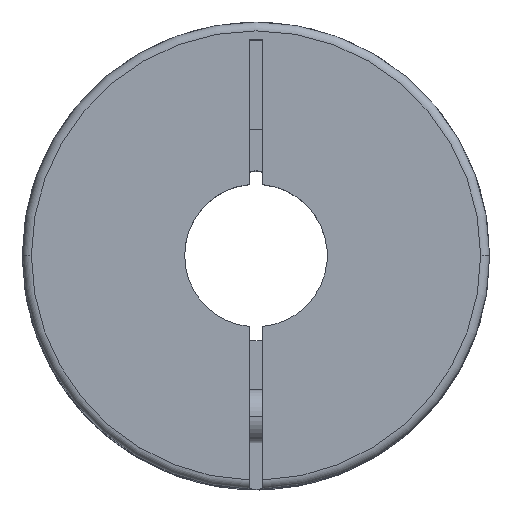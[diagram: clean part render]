
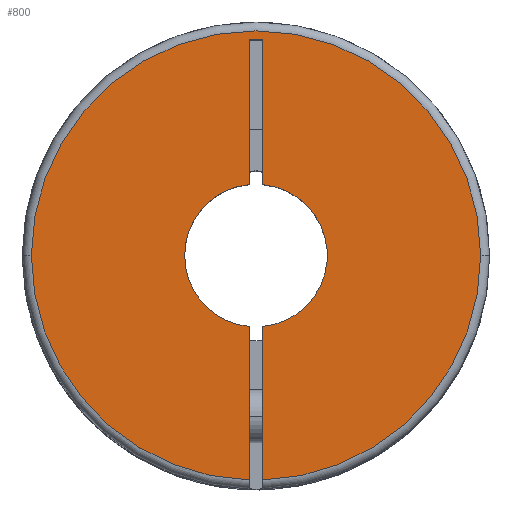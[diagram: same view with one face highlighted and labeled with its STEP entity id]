
A CAD part, top view. The second image highlights one B-rep face of the part: STEP entity #800.
In plain terms, the highlighted planar face has unit normal (0, 0, 1).
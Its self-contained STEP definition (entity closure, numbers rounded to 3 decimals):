
#23 = CARTESIAN_POINT ( 'NONE',  ( 0.375, -3.982, 0. ) ) ;
#50 = EDGE_CURVE ( 'NONE', #3037, #337, #2545, .T. ) ;
#57 = CARTESIAN_POINT ( 'NONE',  ( 0.375, 12.1, 0. ) ) ;
#98 = CARTESIAN_POINT ( 'NONE',  ( -12.6, 0., 0. ) ) ;
#139 = EDGE_CURVE ( 'NONE', #2476, #2873, #491, .T. ) ;
#213 = DIRECTION ( 'NONE',  ( 0., 1., 0. ) ) ;
#233 = VECTOR ( 'NONE', #964, 1000. ) ;
#264 = DIRECTION ( 'NONE',  ( -1., 0., 0. ) ) ;
#337 = VERTEX_POINT ( 'NONE', #1129 ) ;
#438 = CARTESIAN_POINT ( 'NONE',  ( -0.375, -3.982, 0. ) ) ;
#449 = ORIENTED_EDGE ( 'NONE', *, *, #1937, .F. ) ;
#491 = LINE ( 'NONE', #3144, #3781 ) ;
#620 = LINE ( 'NONE', #1925, #1080 ) ;
#723 = CARTESIAN_POINT ( 'NONE',  ( -0.375, -12.594, 0. ) ) ;
#728 = EDGE_CURVE ( 'NONE', #2622, #2405, #620, .T. ) ;
#800 = ADVANCED_FACE ( 'NONE', ( #1025 ), #2220, .F. ) ;
#947 = CARTESIAN_POINT ( 'NONE',  ( 0.375, -13.1, 0. ) ) ;
#948 = EDGE_CURVE ( 'NONE', #2622, #3364, #2390, .T. ) ;
#949 = CARTESIAN_POINT ( 'NONE',  ( 0., 0., 0. ) ) ;
#964 = DIRECTION ( 'NONE',  ( 0., 1., 0. ) ) ;
#975 = VERTEX_POINT ( 'NONE', #23 ) ;
#998 = EDGE_CURVE ( 'NONE', #2402, #3037, #2959, .T. ) ;
#1008 = AXIS2_PLACEMENT_3D ( 'NONE', #2548, #3811, #1805 ) ;
#1011 = DIRECTION ( 'NONE',  ( 0., 0., -1. ) ) ;
#1025 = FACE_OUTER_BOUND ( 'NONE', #2453, .T. ) ;
#1080 = VECTOR ( 'NONE', #3316, 1000. ) ;
#1129 = CARTESIAN_POINT ( 'NONE',  ( 0.375, -12.594, 0. ) ) ;
#1179 = DIRECTION ( 'NONE',  ( 0., -1., 0. ) ) ;
#1305 = CARTESIAN_POINT ( 'NONE',  ( 0., 0., 0. ) ) ;
#1325 = AXIS2_PLACEMENT_3D ( 'NONE', #949, #2652, #3915 ) ;
#1457 = CARTESIAN_POINT ( 'NONE',  ( -4., 0., 0. ) ) ;
#1526 = AXIS2_PLACEMENT_3D ( 'NONE', #1557, #1897, #264 ) ;
#1557 = CARTESIAN_POINT ( 'NONE',  ( 0., 0., 0. ) ) ;
#1588 = ORIENTED_EDGE ( 'NONE', *, *, #998, .F. ) ;
#1655 = DIRECTION ( 'NONE',  ( -1., 0., 0. ) ) ;
#1671 = EDGE_CURVE ( 'NONE', #2405, #2402, #4233, .T. ) ;
#1803 = CARTESIAN_POINT ( 'NONE',  ( 0., 0., 0. ) ) ;
#1805 = DIRECTION ( 'NONE',  ( -1., 0., 0. ) ) ;
#1874 = CARTESIAN_POINT ( 'NONE',  ( 0.375, 12.1, 0. ) ) ;
#1888 = VERTEX_POINT ( 'NONE', #2629 ) ;
#1897 = DIRECTION ( 'NONE',  ( 0., 0., -1. ) ) ;
#1925 = CARTESIAN_POINT ( 'NONE',  ( -0.375, 12.1, 0. ) ) ;
#1937 = EDGE_CURVE ( 'NONE', #337, #975, #4201, .T. ) ;
#1945 = CIRCLE ( 'NONE', #1526, 4. ) ;
#1988 = LINE ( 'NONE', #947, #233 ) ;
#2013 = VERTEX_POINT ( 'NONE', #1874 ) ;
#2044 = ORIENTED_EDGE ( 'NONE', *, *, #3651, .T. ) ;
#2045 = AXIS2_PLACEMENT_3D ( 'NONE', #1803, #3856, #2840 ) ;
#2085 = ORIENTED_EDGE ( 'NONE', *, *, #50, .F. ) ;
#2089 = VECTOR ( 'NONE', #3104, 1000. ) ;
#2091 = ORIENTED_EDGE ( 'NONE', *, *, #1671, .F. ) ;
#2095 = AXIS2_PLACEMENT_3D ( 'NONE', #1305, #2265, #2332 ) ;
#2213 = CARTESIAN_POINT ( 'NONE',  ( -0.375, 12.1, 0. ) ) ;
#2220 = PLANE ( 'NONE',  #2045 ) ;
#2265 = DIRECTION ( 'NONE',  ( 0., 0., -1. ) ) ;
#2332 = DIRECTION ( 'NONE',  ( -1., 0., 0. ) ) ;
#2390 = CIRCLE ( 'NONE', #3504, 4. ) ;
#2402 = VERTEX_POINT ( 'NONE', #98 ) ;
#2405 = VERTEX_POINT ( 'NONE', #723 ) ;
#2453 = EDGE_LOOP ( 'NONE', ( #2091, #2624, #3335, #2044, #3949, #3730, #3743, #2980, #449, #2085, #1588 ) ) ;
#2476 = VERTEX_POINT ( 'NONE', #2213 ) ;
#2505 = CARTESIAN_POINT ( 'NONE',  ( -0.375, 3.982, 0. ) ) ;
#2545 = CIRCLE ( 'NONE', #1008, 12.6 ) ;
#2548 = CARTESIAN_POINT ( 'NONE',  ( 0., 0., 0. ) ) ;
#2622 = VERTEX_POINT ( 'NONE', #438 ) ;
#2624 = ORIENTED_EDGE ( 'NONE', *, *, #728, .F. ) ;
#2629 = CARTESIAN_POINT ( 'NONE',  ( 0.375, 3.982, 0. ) ) ;
#2652 = DIRECTION ( 'NONE',  ( 0., 0., -1. ) ) ;
#2796 = CARTESIAN_POINT ( 'NONE',  ( 0., 0., 0. ) ) ;
#2840 = DIRECTION ( 'NONE',  ( 0., -1., 0. ) ) ;
#2873 = VERTEX_POINT ( 'NONE', #2505 ) ;
#2959 = CIRCLE ( 'NONE', #3711, 12.6 ) ;
#2980 = ORIENTED_EDGE ( 'NONE', *, *, #3060, .T. ) ;
#3037 = VERTEX_POINT ( 'NONE', #3563 ) ;
#3060 = EDGE_CURVE ( 'NONE', #1888, #975, #1945, .T. ) ;
#3063 = LINE ( 'NONE', #57, #2089 ) ;
#3104 = DIRECTION ( 'NONE',  ( -1., 0., 0. ) ) ;
#3144 = CARTESIAN_POINT ( 'NONE',  ( -0.375, 12.1, 0. ) ) ;
#3266 = CARTESIAN_POINT ( 'NONE',  ( 0.375, -13.1, 0. ) ) ;
#3279 = CARTESIAN_POINT ( 'NONE',  ( 0., 0., 0. ) ) ;
#3316 = DIRECTION ( 'NONE',  ( 0., -1., 0. ) ) ;
#3335 = ORIENTED_EDGE ( 'NONE', *, *, #948, .T. ) ;
#3364 = VERTEX_POINT ( 'NONE', #1457 ) ;
#3504 = AXIS2_PLACEMENT_3D ( 'NONE', #2796, #4101, #1655 ) ;
#3563 = CARTESIAN_POINT ( 'NONE',  ( 12.6, 0., 0. ) ) ;
#3639 = CIRCLE ( 'NONE', #2095, 4. ) ;
#3651 = EDGE_CURVE ( 'NONE', #3364, #2873, #3639, .T. ) ;
#3681 = EDGE_CURVE ( 'NONE', #1888, #2013, #1988, .T. ) ;
#3711 = AXIS2_PLACEMENT_3D ( 'NONE', #3279, #1011, #3986 ) ;
#3730 = ORIENTED_EDGE ( 'NONE', *, *, #3813, .F. ) ;
#3743 = ORIENTED_EDGE ( 'NONE', *, *, #3681, .F. ) ;
#3781 = VECTOR ( 'NONE', #1179, 1000. ) ;
#3811 = DIRECTION ( 'NONE',  ( 0., 0., -1. ) ) ;
#3813 = EDGE_CURVE ( 'NONE', #2013, #2476, #3063, .T. ) ;
#3823 = VECTOR ( 'NONE', #213, 1000. ) ;
#3856 = DIRECTION ( 'NONE',  ( 0., 0., -1. ) ) ;
#3915 = DIRECTION ( 'NONE',  ( -1., 0., 0. ) ) ;
#3949 = ORIENTED_EDGE ( 'NONE', *, *, #139, .F. ) ;
#3986 = DIRECTION ( 'NONE',  ( -1., 0., 0. ) ) ;
#4101 = DIRECTION ( 'NONE',  ( 0., 0., -1. ) ) ;
#4201 = LINE ( 'NONE', #3266, #3823 ) ;
#4233 = CIRCLE ( 'NONE', #1325, 12.6 ) ;
